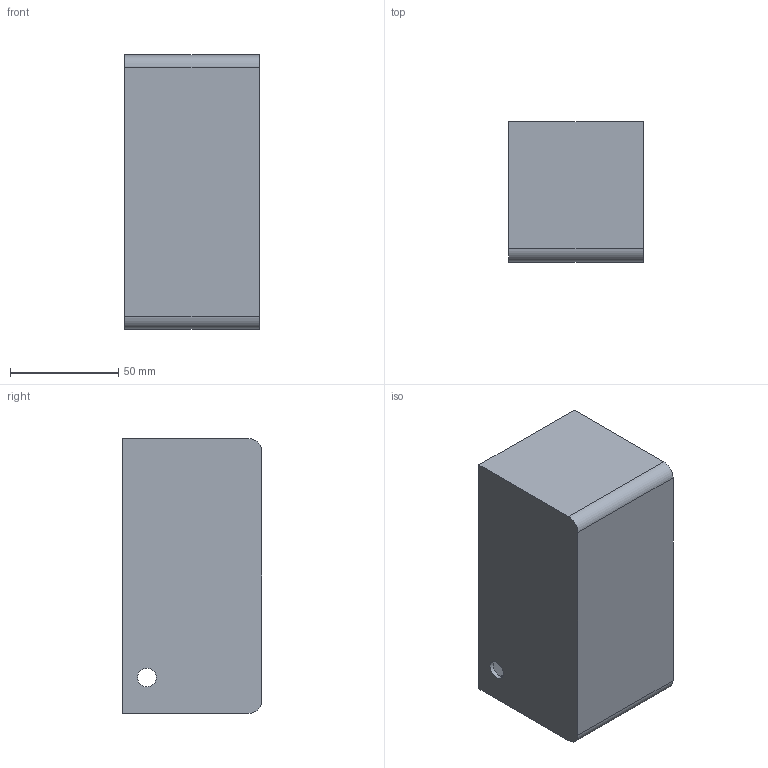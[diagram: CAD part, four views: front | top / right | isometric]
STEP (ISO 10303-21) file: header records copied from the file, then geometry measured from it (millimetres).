
FILE_DESCRIPTION(('STEP AP214'), '1');
FILE_NAME('back', '2022-11-08T09:44:42', (''), (''), 'ASCON STEP Converter 1.3', 'ASCON Math Kernel', '');
FILE_SCHEMA(('AUTOMOTIVE_DESIGN { 1 0 10303 214 3 1 1}'));
Length unit declared in the file: millimetre
Bounding box: 62 x 64.5 x 126.5 mm (x, y, z)
Volume: 38850.5 mm3; surface area: 61720.4 mm2
Topology: 1 solids, 1 shells, 16 faces, 39 edges, 26 vertices
Faces by surface type: plane 11, cylinder 5
Full cylindrical faces by diameter (mm): 8.633 x1
Entity records: 639 total; most frequent: DIRECTION 82, CARTESIAN_POINT 81, ORIENTED_EDGE 76, EDGE_CURVE 38, LINE 28, VECTOR 28, AXIS2_PLACEMENT_3D 27, VERTEX_POINT 26
